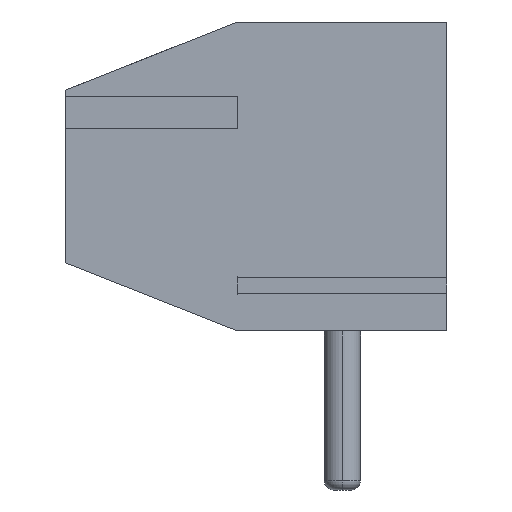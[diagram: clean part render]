
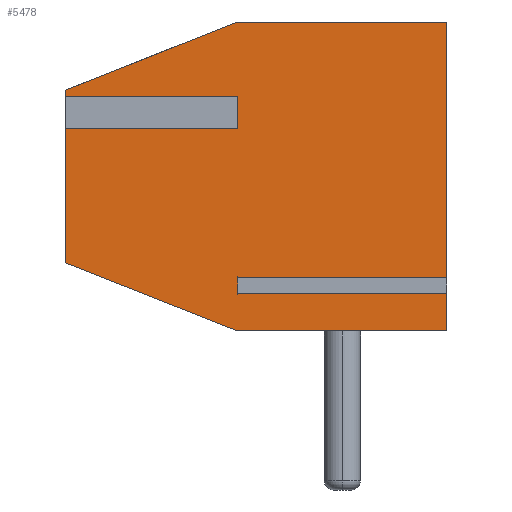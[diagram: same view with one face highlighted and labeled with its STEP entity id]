
A CAD part, left-side view. The second image highlights one B-rep face of the part: STEP entity #5478.
In plain terms, the highlighted planar face has unit normal (-1, 0, 0).
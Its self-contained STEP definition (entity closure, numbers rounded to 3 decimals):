
#122 = DIRECTION ( 'NONE',  ( 0., 0., 1. ) ) ;
#198 = DIRECTION ( 'NONE',  ( 0., -1., 0. ) ) ;
#317 = CARTESIAN_POINT ( 'NONE',  ( 0., 4.6, 1.168 ) ) ;
#474 = ORIENTED_EDGE ( 'NONE', *, *, #32585, .T. ) ;
#894 = FACE_OUTER_BOUND ( 'NONE', #16565, .T. ) ;
#1412 = VERTEX_POINT ( 'NONE', #15240 ) ;
#1473 = DIRECTION ( 'NONE',  ( 0., 0., 1. ) ) ;
#1533 = VERTEX_POINT ( 'NONE', #10165 ) ;
#1560 = CARTESIAN_POINT ( 'NONE',  ( 0., 8.4, 6.8 ) ) ;
#1759 = VECTOR ( 'NONE', #12525, 1000. ) ;
#1764 = ORIENTED_EDGE ( 'NONE', *, *, #24588, .T. ) ;
#3969 = VERTEX_POINT ( 'NONE', #4593 ) ;
#4388 = AXIS2_PLACEMENT_3D ( 'NONE', #38074, #23093, #29051 ) ;
#4593 = CARTESIAN_POINT ( 'NONE',  ( 0., 4.6, 4.632 ) ) ;
#4638 = CARTESIAN_POINT ( 'NONE',  ( 0., 0., 6.8 ) ) ;
#4655 = ORIENTED_EDGE ( 'NONE', *, *, #14052, .F. ) ;
#5251 = CARTESIAN_POINT ( 'NONE',  ( 0., 4.6, 4.968 ) ) ;
#5280 = EDGE_CURVE ( 'NONE', #1412, #12123, #19619, .T. ) ;
#5285 = DIRECTION ( 'NONE',  ( 0., 0., 1. ) ) ;
#5478 = ADVANCED_FACE ( 'NONE', ( #894 ), #31863, .F. ) ;
#5802 = EDGE_CURVE ( 'NONE', #25703, #12123, #30265, .T. ) ;
#6472 = VECTOR ( 'NONE', #26115, 1000. ) ;
#6546 = DIRECTION ( 'NONE',  ( 0., -1., 0. ) ) ;
#7722 = CARTESIAN_POINT ( 'NONE',  ( 0., 8.4, 4.632 ) ) ;
#7846 = DIRECTION ( 'NONE',  ( 0., 0., 1. ) ) ;
#7849 = VERTEX_POINT ( 'NONE', #28406 ) ;
#7898 = CARTESIAN_POINT ( 'NONE',  ( 0., 4.6, 0.832 ) ) ;
#8180 = CARTESIAN_POINT ( 'NONE',  ( 0., 0., 1.168 ) ) ;
#8467 = ORIENTED_EDGE ( 'NONE', *, *, #30802, .F. ) ;
#9300 = LINE ( 'NONE', #21873, #1759 ) ;
#9498 = VERTEX_POINT ( 'NONE', #8180 ) ;
#9610 = CARTESIAN_POINT ( 'NONE',  ( 0., 8.4, 6.8 ) ) ;
#10165 = CARTESIAN_POINT ( 'NONE',  ( 0., 8.4, 5.3 ) ) ;
#10220 = VECTOR ( 'NONE', #39103, 1000. ) ;
#10411 = CARTESIAN_POINT ( 'NONE',  ( 0., 0., 0.832 ) ) ;
#11192 = ORIENTED_EDGE ( 'NONE', *, *, #36399, .F. ) ;
#11310 = LINE ( 'NONE', #7898, #17928 ) ;
#11964 = VECTOR ( 'NONE', #13862, 1000. ) ;
#11977 = EDGE_CURVE ( 'NONE', #16956, #13028, #12224, .T. ) ;
#12045 = VECTOR ( 'NONE', #122, 1000. ) ;
#12123 = VERTEX_POINT ( 'NONE', #10411 ) ;
#12224 = LINE ( 'NONE', #9610, #12045 ) ;
#12525 = DIRECTION ( 'NONE',  ( 0., -1., 0. ) ) ;
#12570 = VERTEX_POINT ( 'NONE', #27341 ) ;
#13028 = VERTEX_POINT ( 'NONE', #7722 ) ;
#13660 = LINE ( 'NONE', #14273, #10220 ) ;
#13862 = DIRECTION ( 'NONE',  ( 0., -1., 0. ) ) ;
#14052 = EDGE_CURVE ( 'NONE', #7849, #31622, #29306, .T. ) ;
#14177 = LINE ( 'NONE', #35636, #35521 ) ;
#14273 = CARTESIAN_POINT ( 'NONE',  ( 0., 4.6, 4.968 ) ) ;
#14953 = EDGE_CURVE ( 'NONE', #28768, #9498, #9300, .T. ) ;
#15240 = CARTESIAN_POINT ( 'NONE',  ( 0., 0., 0. ) ) ;
#15249 = DIRECTION ( 'NONE',  ( 0., -1., 0. ) ) ;
#15253 = DIRECTION ( 'NONE',  ( 0., -1., 0. ) ) ;
#15462 = EDGE_CURVE ( 'NONE', #25703, #28768, #11310, .T. ) ;
#15476 = LINE ( 'NONE', #30673, #36481 ) ;
#16565 = EDGE_LOOP ( 'NONE', ( #19893, #31169, #4655, #27596, #39025, #34200, #474, #11192, #33616, #8467, #1764, #38760, #29671, #31455 ) ) ;
#16956 = VERTEX_POINT ( 'NONE', #26625 ) ;
#17928 = VECTOR ( 'NONE', #5285, 1000. ) ;
#18234 = VECTOR ( 'NONE', #198, 1000. ) ;
#18260 = CARTESIAN_POINT ( 'NONE',  ( 0., 0., 6.8 ) ) ;
#18626 = CARTESIAN_POINT ( 'NONE',  ( 0., 8.4, 4.632 ) ) ;
#18972 = VERTEX_POINT ( 'NONE', #29606 ) ;
#19619 = LINE ( 'NONE', #4638, #31559 ) ;
#19893 = ORIENTED_EDGE ( 'NONE', *, *, #14953, .T. ) ;
#20585 = CARTESIAN_POINT ( 'NONE',  ( 0., 8.4, 5.3 ) ) ;
#21616 = EDGE_CURVE ( 'NONE', #1533, #7849, #38950, .T. ) ;
#21873 = CARTESIAN_POINT ( 'NONE',  ( 0., 4.6, 1.168 ) ) ;
#21909 = CARTESIAN_POINT ( 'NONE',  ( 0., 8.4, 4.968 ) ) ;
#22309 = VECTOR ( 'NONE', #36452, 1000. ) ;
#22323 = VECTOR ( 'NONE', #6546, 1000. ) ;
#23093 = DIRECTION ( 'NONE',  ( 1., 0., 0. ) ) ;
#24588 = EDGE_CURVE ( 'NONE', #18972, #1412, #15476, .T. ) ;
#25703 = VERTEX_POINT ( 'NONE', #39415 ) ;
#26115 = DIRECTION ( 'NONE',  ( 0., 0.93, 0.367 ) ) ;
#26307 = LINE ( 'NONE', #29771, #6472 ) ;
#26625 = CARTESIAN_POINT ( 'NONE',  ( 0., 8.4, 1.5 ) ) ;
#26746 = CARTESIAN_POINT ( 'NONE',  ( 0., 0., 6.8 ) ) ;
#27210 = CARTESIAN_POINT ( 'NONE',  ( 0., 4.6, 0.832 ) ) ;
#27321 = LINE ( 'NONE', #18626, #18234 ) ;
#27341 = CARTESIAN_POINT ( 'NONE',  ( 0., 8.4, 4.968 ) ) ;
#27596 = ORIENTED_EDGE ( 'NONE', *, *, #21616, .F. ) ;
#27784 = LINE ( 'NONE', #18260, #22309 ) ;
#28406 = CARTESIAN_POINT ( 'NONE',  ( 0., 4.6, 6.8 ) ) ;
#28768 = VERTEX_POINT ( 'NONE', #317 ) ;
#29015 = EDGE_CURVE ( 'NONE', #12570, #1533, #14177, .T. ) ;
#29051 = DIRECTION ( 'NONE',  ( 0., 0., -1. ) ) ;
#29306 = LINE ( 'NONE', #1560, #11964 ) ;
#29358 = VERTEX_POINT ( 'NONE', #5251 ) ;
#29606 = CARTESIAN_POINT ( 'NONE',  ( 0., 4.6, 0. ) ) ;
#29671 = ORIENTED_EDGE ( 'NONE', *, *, #5802, .F. ) ;
#29771 = CARTESIAN_POINT ( 'NONE',  ( 0., 8.4, 1.5 ) ) ;
#30265 = LINE ( 'NONE', #27210, #35424 ) ;
#30673 = CARTESIAN_POINT ( 'NONE',  ( 0., 8.4, 0. ) ) ;
#30802 = EDGE_CURVE ( 'NONE', #18972, #16956, #26307, .T. ) ;
#30847 = DIRECTION ( 'NONE',  ( 0., -0.93, 0.367 ) ) ;
#31169 = ORIENTED_EDGE ( 'NONE', *, *, #35212, .T. ) ;
#31455 = ORIENTED_EDGE ( 'NONE', *, *, #15462, .T. ) ;
#31516 = EDGE_CURVE ( 'NONE', #12570, #29358, #37645, .T. ) ;
#31559 = VECTOR ( 'NONE', #7846, 1000. ) ;
#31622 = VERTEX_POINT ( 'NONE', #26746 ) ;
#31863 = PLANE ( 'NONE',  #4388 ) ;
#32585 = EDGE_CURVE ( 'NONE', #29358, #3969, #13660, .T. ) ;
#32784 = VECTOR ( 'NONE', #30847, 1000. ) ;
#33616 = ORIENTED_EDGE ( 'NONE', *, *, #11977, .F. ) ;
#34200 = ORIENTED_EDGE ( 'NONE', *, *, #31516, .T. ) ;
#35212 = EDGE_CURVE ( 'NONE', #9498, #31622, #27784, .T. ) ;
#35424 = VECTOR ( 'NONE', #15249, 1000. ) ;
#35521 = VECTOR ( 'NONE', #1473, 1000. ) ;
#35636 = CARTESIAN_POINT ( 'NONE',  ( 0., 8.4, 6.8 ) ) ;
#36399 = EDGE_CURVE ( 'NONE', #13028, #3969, #27321, .T. ) ;
#36452 = DIRECTION ( 'NONE',  ( 0., 0., 1. ) ) ;
#36481 = VECTOR ( 'NONE', #15253, 1000. ) ;
#37645 = LINE ( 'NONE', #21909, #22323 ) ;
#38074 = CARTESIAN_POINT ( 'NONE',  ( 0., 8.4, 6.8 ) ) ;
#38760 = ORIENTED_EDGE ( 'NONE', *, *, #5280, .T. ) ;
#38950 = LINE ( 'NONE', #20585, #32784 ) ;
#39025 = ORIENTED_EDGE ( 'NONE', *, *, #29015, .F. ) ;
#39103 = DIRECTION ( 'NONE',  ( 0., 0., -1. ) ) ;
#39415 = CARTESIAN_POINT ( 'NONE',  ( 0., 4.6, 0.832 ) ) ;
